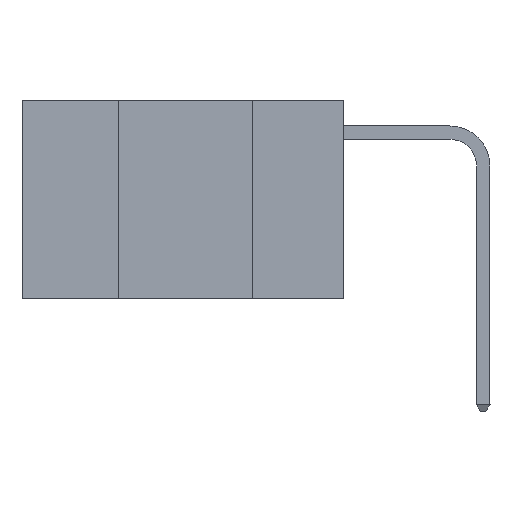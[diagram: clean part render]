
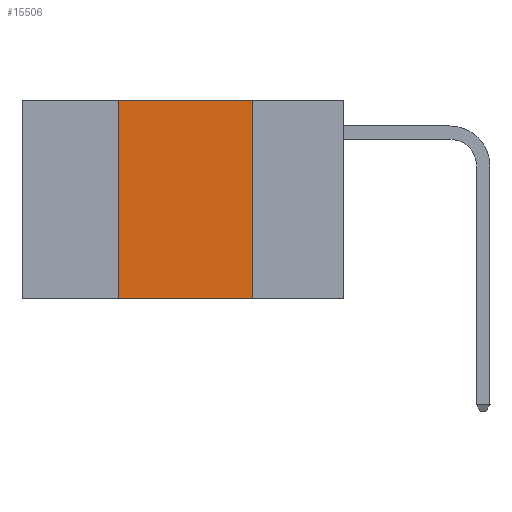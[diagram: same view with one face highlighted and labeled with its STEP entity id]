
A CAD part, left-side view. The second image highlights one B-rep face of the part: STEP entity #15506.
In plain terms, the highlighted planar face has unit normal (-1, 0, 0).
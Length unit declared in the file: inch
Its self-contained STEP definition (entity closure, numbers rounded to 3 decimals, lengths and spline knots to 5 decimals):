
#31 = DIRECTION ( 'NONE',  ( 0., -1., 0. ) ) ;
#172 = ORIENTED_EDGE ( 'NONE', *, *, #16214, .F. ) ;
#198 = ORIENTED_EDGE ( 'NONE', *, *, #2417, .F. ) ;
#305 = ORIENTED_EDGE ( 'NONE', *, *, #1488, .T. ) ;
#750 = CARTESIAN_POINT ( 'NONE',  ( 0., 0.17, -0.37 ) ) ;
#1488 = EDGE_CURVE ( 'NONE', #8804, #10842, #6234, .T. ) ;
#2417 = EDGE_CURVE ( 'NONE', #8804, #4979, #4981, .T. ) ;
#3725 = DIRECTION ( 'NONE',  ( 0., 0., -1. ) ) ;
#4120 = FACE_OUTER_BOUND ( 'NONE', #13620, .T. ) ;
#4587 = CARTESIAN_POINT ( 'NONE',  ( 0., 0.17, 0. ) ) ;
#4710 = CARTESIAN_POINT ( 'NONE',  ( 0., 0.42, -0.37 ) ) ;
#4979 = VERTEX_POINT ( 'NONE', #15169 ) ;
#4981 = LINE ( 'NONE', #8440, #8431 ) ;
#5056 = LINE ( 'NONE', #11579, #11182 ) ;
#5343 = VECTOR ( 'NONE', #16815, 39.37008 ) ;
#5849 = DIRECTION ( 'NONE',  ( 0., 0., 1. ) ) ;
#6054 = AXIS2_PLACEMENT_3D ( 'NONE', #11213, #7337, #16343 ) ;
#6234 = LINE ( 'NONE', #9022, #9286 ) ;
#6882 = EDGE_CURVE ( 'NONE', #13675, #10842, #5056, .T. ) ;
#7337 = DIRECTION ( 'NONE',  ( 1., 0., 0. ) ) ;
#8431 = VECTOR ( 'NONE', #5849, 39.37008 ) ;
#8440 = CARTESIAN_POINT ( 'NONE',  ( 0., 0.42, 0. ) ) ;
#8804 = VERTEX_POINT ( 'NONE', #4710 ) ;
#9022 = CARTESIAN_POINT ( 'NONE',  ( 0., 0.6, -0.37 ) ) ;
#9183 = CARTESIAN_POINT ( 'NONE',  ( 0., 0.6, 0. ) ) ;
#9286 = VECTOR ( 'NONE', #31, 39.37008 ) ;
#10842 = VERTEX_POINT ( 'NONE', #750 ) ;
#11182 = VECTOR ( 'NONE', #3725, 39.37008 ) ;
#11213 = CARTESIAN_POINT ( 'NONE',  ( 0., 0.6, 0. ) ) ;
#11579 = CARTESIAN_POINT ( 'NONE',  ( 0., 0.17, 0. ) ) ;
#11872 = LINE ( 'NONE', #9183, #5343 ) ;
#13620 = EDGE_LOOP ( 'NONE', ( #16961, #172, #198, #305 ) ) ;
#13675 = VERTEX_POINT ( 'NONE', #4587 ) ;
#15147 = PLANE ( 'NONE',  #6054 ) ;
#15169 = CARTESIAN_POINT ( 'NONE',  ( 0., 0.42, 0. ) ) ;
#15506 = ADVANCED_FACE ( 'NONE', ( #4120 ), #15147, .F. ) ;
#16214 = EDGE_CURVE ( 'NONE', #4979, #13675, #11872, .T. ) ;
#16343 = DIRECTION ( 'NONE',  ( 0., 0., -1. ) ) ;
#16815 = DIRECTION ( 'NONE',  ( 0., -1., 0. ) ) ;
#16961 = ORIENTED_EDGE ( 'NONE', *, *, #6882, .F. ) ;
